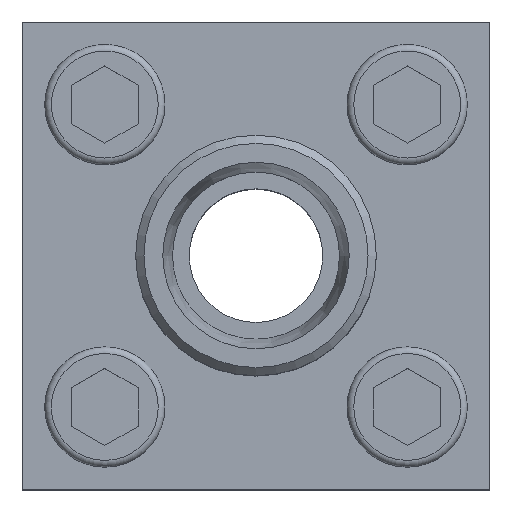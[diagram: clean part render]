
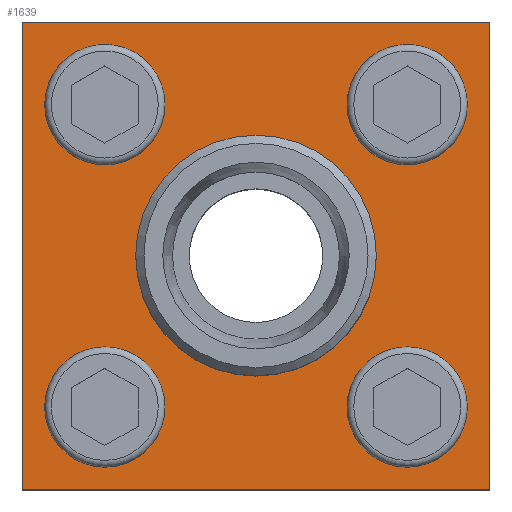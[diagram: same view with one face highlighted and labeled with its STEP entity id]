
A CAD part, top view. The second image highlights one B-rep face of the part: STEP entity #1639.
In plain terms, the highlighted planar face has unit normal (0, 0, 1).
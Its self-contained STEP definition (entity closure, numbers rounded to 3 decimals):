
#54=LINE('',#2201,#138);
#55=LINE('',#2204,#139);
#56=LINE('',#2206,#140);
#57=LINE('',#2208,#141);
#138=VECTOR('',#1863,1000.);
#139=VECTOR('',#1864,1000.);
#140=VECTOR('',#1865,1000.);
#141=VECTOR('',#1866,1000.);
#222=ORIENTED_EDGE('',*,*,#484,.T.);
#223=ORIENTED_EDGE('',*,*,#485,.T.);
#224=ORIENTED_EDGE('',*,*,#486,.F.);
#225=ORIENTED_EDGE('',*,*,#487,.T.);
#226=ORIENTED_EDGE('',*,*,#488,.T.);
#227=ORIENTED_EDGE('',*,*,#489,.T.);
#228=ORIENTED_EDGE('',*,*,#490,.T.);
#229=ORIENTED_EDGE('',*,*,#491,.T.);
#230=ORIENTED_EDGE('',*,*,#492,.T.);
#484=EDGE_CURVE('',#615,#615,#718,.T.);
#485=EDGE_CURVE('',#616,#616,#719,.T.);
#486=EDGE_CURVE('',#617,#617,#720,.T.);
#487=EDGE_CURVE('',#618,#619,#54,.T.);
#488=EDGE_CURVE('',#619,#620,#55,.T.);
#489=EDGE_CURVE('',#620,#621,#56,.T.);
#490=EDGE_CURVE('',#621,#618,#57,.T.);
#491=EDGE_CURVE('',#622,#622,#721,.T.);
#492=EDGE_CURVE('',#623,#623,#722,.T.);
#615=VERTEX_POINT('',#2196);
#616=VERTEX_POINT('',#2198);
#617=VERTEX_POINT('',#2200);
#618=VERTEX_POINT('',#2202);
#619=VERTEX_POINT('',#2203);
#620=VERTEX_POINT('',#2205);
#621=VERTEX_POINT('',#2207);
#622=VERTEX_POINT('',#2210);
#623=VERTEX_POINT('',#2212);
#718=CIRCLE('',#1727,9.);
#719=CIRCLE('',#1728,9.);
#720=CIRCLE('',#1729,18.);
#721=CIRCLE('',#1730,9.);
#722=CIRCLE('',#1731,9.);
#765=EDGE_LOOP('',(#222));
#766=EDGE_LOOP('',(#223));
#767=EDGE_LOOP('',(#224));
#768=EDGE_LOOP('',(#225,#226,#227,#228));
#769=EDGE_LOOP('',(#229));
#770=EDGE_LOOP('',(#230));
#897=FACE_BOUND('',#765,.T.);
#898=FACE_BOUND('',#766,.T.);
#899=FACE_BOUND('',#767,.T.);
#900=FACE_BOUND('',#768,.T.);
#901=FACE_BOUND('',#769,.T.);
#902=FACE_BOUND('',#770,.T.);
#1029=PLANE('',#1726);
#1639=ADVANCED_FACE('',(#897,#898,#899,#900,#901,#902),#1029,.T.);
#1726=AXIS2_PLACEMENT_3D('',#2194,#1855,#1856);
#1727=AXIS2_PLACEMENT_3D('',#2195,#1857,#1858);
#1728=AXIS2_PLACEMENT_3D('',#2197,#1859,#1860);
#1729=AXIS2_PLACEMENT_3D('',#2199,#1861,#1862);
#1730=AXIS2_PLACEMENT_3D('',#2209,#1867,#1868);
#1731=AXIS2_PLACEMENT_3D('',#2211,#1869,#1870);
#1855=DIRECTION('',(0.,0.,1.));
#1856=DIRECTION('',(1.,0.,0.));
#1857=DIRECTION('',(0.,0.,-1.));
#1858=DIRECTION('',(-1.,0.,0.));
#1859=DIRECTION('',(0.,0.,-1.));
#1860=DIRECTION('',(-1.,0.,0.));
#1861=DIRECTION('',(0.,0.,1.));
#1862=DIRECTION('',(1.,0.,0.));
#1863=DIRECTION('',(0.,-1.,0.));
#1864=DIRECTION('',(1.,0.,0.));
#1865=DIRECTION('',(0.,1.,0.));
#1866=DIRECTION('',(-1.,0.,0.));
#1867=DIRECTION('',(0.,0.,-1.));
#1868=DIRECTION('',(-1.,0.,0.));
#1869=DIRECTION('',(0.,0.,-1.));
#1870=DIRECTION('',(-1.,0.,0.));
#2194=CARTESIAN_POINT('',(0.,0.,23.));
#2195=CARTESIAN_POINT('',(-22.627,-22.627,23.));
#2196=CARTESIAN_POINT('',(-31.627,-22.627,23.));
#2197=CARTESIAN_POINT('',(22.627,22.627,23.));
#2198=CARTESIAN_POINT('',(13.627,22.627,23.));
#2199=CARTESIAN_POINT('',(0.,0.,23.));
#2200=CARTESIAN_POINT('',(18.,0.,23.));
#2201=CARTESIAN_POINT('',(-35.,35.,23.));
#2202=CARTESIAN_POINT('',(-35.,35.,23.));
#2203=CARTESIAN_POINT('',(-35.,-35.,23.));
#2204=CARTESIAN_POINT('',(-35.,-35.,23.));
#2205=CARTESIAN_POINT('',(35.,-35.,23.));
#2206=CARTESIAN_POINT('',(35.,-35.,23.));
#2207=CARTESIAN_POINT('',(35.,35.,23.));
#2208=CARTESIAN_POINT('',(35.,35.,23.));
#2209=CARTESIAN_POINT('',(-22.627,22.627,23.));
#2210=CARTESIAN_POINT('',(-31.627,22.627,23.));
#2211=CARTESIAN_POINT('',(22.627,-22.627,23.));
#2212=CARTESIAN_POINT('',(13.627,-22.627,23.));
